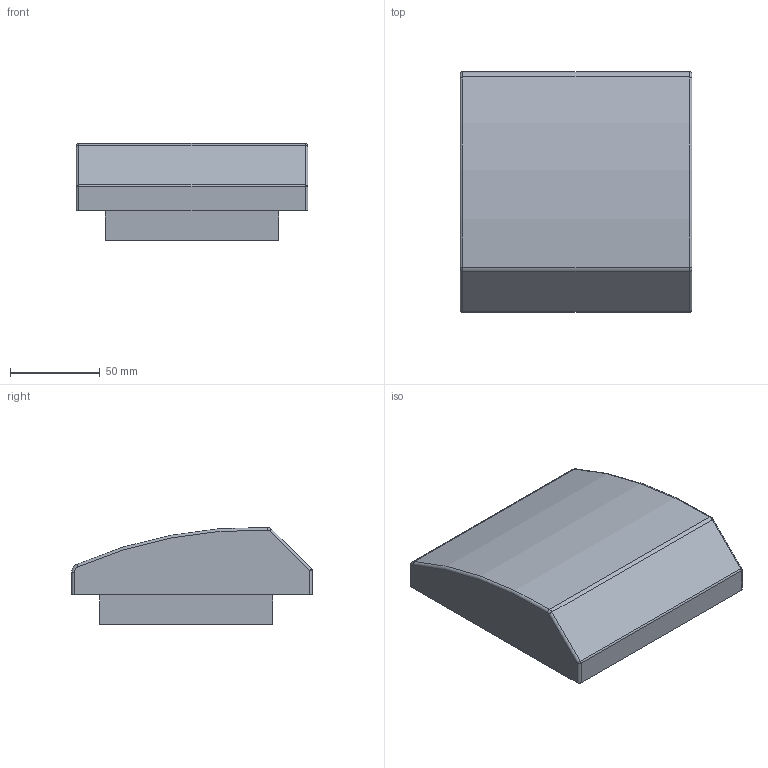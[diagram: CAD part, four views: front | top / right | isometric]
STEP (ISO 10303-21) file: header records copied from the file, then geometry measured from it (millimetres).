
FILE_DESCRIPTION (( 'STEP AP214' ), '1' );
FILE_NAME ('YCE-EF-021-55.STEP', '2024-06-11T10:51:52', ( '' ), ( '' ), 'SwSTEP 2.0', 'SolidWorks 2022', '' );
FILE_SCHEMA (( 'AUTOMOTIVE_DESIGN' ));
Length unit declared in the file: millimetre
Products named in the file (1): YCE-EF-021-55
Bounding box: 129 x 134 x 54 mm (x, y, z)
Volume: 621323.2 mm3; surface area: 57411.6 mm2
Topology: 1 solids, 1 shells, 70 faces, 156 edges, 98 vertices
Faces by surface type: cylinder 36, plane 26, torus 6, sphere 2
Entity records: 1982 total; most frequent: DIRECTION 378, CARTESIAN_POINT 323, ORIENTED_EDGE 308, EDGE_CURVE 154, AXIS2_PLACEMENT_3D 153, VERTEX_POINT 98, EDGE_LOOP 82, CIRCLE 82
